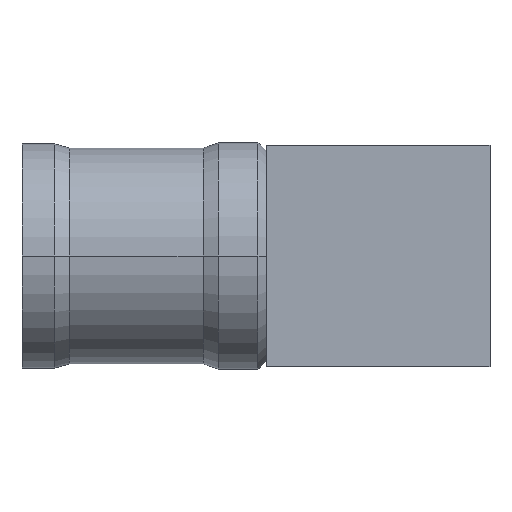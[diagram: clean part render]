
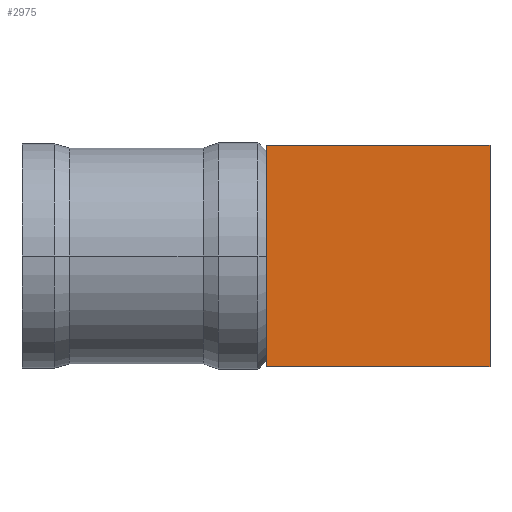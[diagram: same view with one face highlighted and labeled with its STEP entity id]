
A CAD part, left-side view. The second image highlights one B-rep face of the part: STEP entity #2975.
In plain terms, the highlighted planar face has unit normal (-1, 0, 0).
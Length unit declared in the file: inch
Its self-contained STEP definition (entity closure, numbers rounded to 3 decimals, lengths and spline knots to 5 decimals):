
#12 = EDGE_CURVE ( 'NONE', #277, #3217, #1398, .T. ) ;
#62 = CARTESIAN_POINT ( 'NONE',  ( -0.624, 0.126, -0.125 ) ) ;
#98 = DIRECTION ( 'NONE',  ( 0., 0., -1. ) ) ;
#100 = CARTESIAN_POINT ( 'NONE',  ( -0.624, -0.126, 0.125 ) ) ;
#277 = VERTEX_POINT ( 'NONE', #2391 ) ;
#278 = ORIENTED_EDGE ( 'NONE', *, *, #12, .T. ) ;
#286 = CARTESIAN_POINT ( 'NONE',  ( -0.624, 0.126, -0.125 ) ) ;
#421 = PLANE ( 'NONE',  #1772 ) ;
#532 = FACE_OUTER_BOUND ( 'NONE', #1533, .T. ) ;
#538 = LINE ( 'NONE', #286, #1029 ) ;
#611 = DIRECTION ( 'NONE',  ( 0., 1., 0. ) ) ;
#682 = VECTOR ( 'NONE', #611, 39.37008 ) ;
#1029 = VECTOR ( 'NONE', #98, 39.37008 ) ;
#1073 = CARTESIAN_POINT ( 'NONE',  ( -0.624, -0.126, -0.125 ) ) ;
#1144 = ORIENTED_EDGE ( 'NONE', *, *, #2395, .T. ) ;
#1155 = CARTESIAN_POINT ( 'NONE',  ( -0.624, 0.126, 0.125 ) ) ;
#1195 = DIRECTION ( 'NONE',  ( 0., 1., 0. ) ) ;
#1398 = LINE ( 'NONE', #100, #682 ) ;
#1414 = CARTESIAN_POINT ( 'NONE',  ( -0.624, -0.126, -0.125 ) ) ;
#1464 = DIRECTION ( 'NONE',  ( 1., 0., 0. ) ) ;
#1481 = CARTESIAN_POINT ( 'NONE',  ( -0.624, -0.126, -0.125 ) ) ;
#1533 = EDGE_LOOP ( 'NONE', ( #1144, #3268, #2463, #278 ) ) ;
#1772 = AXIS2_PLACEMENT_3D ( 'NONE', #1481, #1464, #1195 ) ;
#1875 = LINE ( 'NONE', #1887, #2483 ) ;
#1887 = CARTESIAN_POINT ( 'NONE',  ( -0.624, -0.126, -0.125 ) ) ;
#1928 = EDGE_CURVE ( 'NONE', #2225, #3074, #3420, .T. ) ;
#2225 = VERTEX_POINT ( 'NONE', #1414 ) ;
#2391 = CARTESIAN_POINT ( 'NONE',  ( -0.624, -0.126, 0.125 ) ) ;
#2395 = EDGE_CURVE ( 'NONE', #3217, #3074, #538, .T. ) ;
#2410 = DIRECTION ( 'NONE',  ( 0., 1., 0. ) ) ;
#2433 = DIRECTION ( 'NONE',  ( 0., 0., -1. ) ) ;
#2463 = ORIENTED_EDGE ( 'NONE', *, *, #2544, .F. ) ;
#2483 = VECTOR ( 'NONE', #2433, 39.37008 ) ;
#2544 = EDGE_CURVE ( 'NONE', #277, #2225, #1875, .T. ) ;
#2888 = VECTOR ( 'NONE', #2410, 39.37008 ) ;
#2975 = ADVANCED_FACE ( 'NONE', ( #532 ), #421, .F. ) ;
#3074 = VERTEX_POINT ( 'NONE', #62 ) ;
#3217 = VERTEX_POINT ( 'NONE', #1155 ) ;
#3268 = ORIENTED_EDGE ( 'NONE', *, *, #1928, .F. ) ;
#3420 = LINE ( 'NONE', #1073, #2888 ) ;
